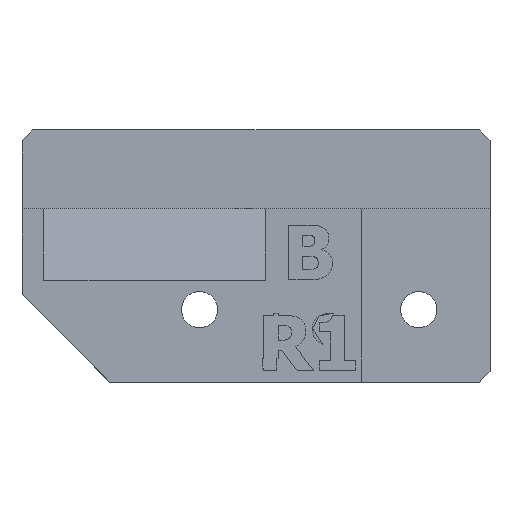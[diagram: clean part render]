
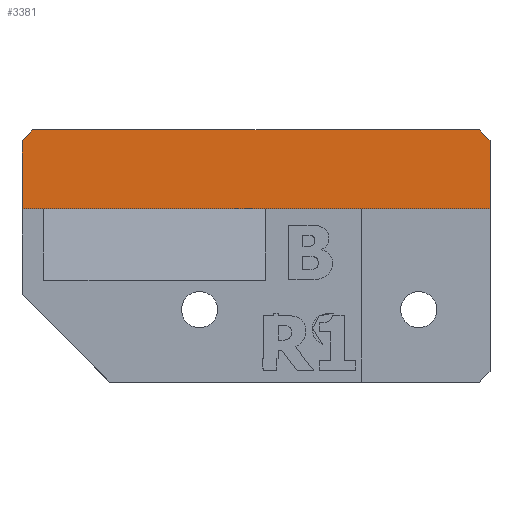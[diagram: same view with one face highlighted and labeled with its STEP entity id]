
A CAD part, top view. The second image highlights one B-rep face of the part: STEP entity #3381.
In plain terms, the highlighted planar face has unit normal (0, 0, 1).
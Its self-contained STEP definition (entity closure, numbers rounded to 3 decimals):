
#177=PLANE('',#3563);
#347=FACE_OUTER_BOUND('',#539,.T.);
#539=EDGE_LOOP('',(#2767,#2768,#2769,#2770,#2771,#2772));
#842=LINE('',#5423,#1222);
#844=LINE('',#5427,#1224);
#845=LINE('',#5429,#1225);
#846=LINE('',#5431,#1226);
#847=LINE('',#5433,#1227);
#848=LINE('',#5434,#1228);
#1222=VECTOR('',#4071,10.);
#1224=VECTOR('',#4075,10.);
#1225=VECTOR('',#4076,10.);
#1226=VECTOR('',#4077,10.);
#1227=VECTOR('',#4078,10.);
#1228=VECTOR('',#4079,10.);
#1619=VERTEX_POINT('',#5420);
#1620=VERTEX_POINT('',#5422);
#1621=VERTEX_POINT('',#5426);
#1622=VERTEX_POINT('',#5428);
#1623=VERTEX_POINT('',#5430);
#1624=VERTEX_POINT('',#5432);
#2029=EDGE_CURVE('',#1620,#1619,#842,.T.);
#2031=EDGE_CURVE('',#1621,#1619,#844,.T.);
#2032=EDGE_CURVE('',#1621,#1622,#845,.T.);
#2033=EDGE_CURVE('',#1623,#1622,#846,.T.);
#2034=EDGE_CURVE('',#1624,#1623,#847,.T.);
#2035=EDGE_CURVE('',#1620,#1624,#848,.T.);
#2767=ORIENTED_EDGE('',*,*,#2029,.T.);
#2768=ORIENTED_EDGE('',*,*,#2031,.F.);
#2769=ORIENTED_EDGE('',*,*,#2032,.T.);
#2770=ORIENTED_EDGE('',*,*,#2033,.F.);
#2771=ORIENTED_EDGE('',*,*,#2034,.F.);
#2772=ORIENTED_EDGE('',*,*,#2035,.F.);
#3381=ADVANCED_FACE('',(#347),#177,.F.);
#3563=AXIS2_PLACEMENT_3D('',#5425,#4073,#4074);
#4071=DIRECTION('',(-0.707,0.707,0.));
#4073=DIRECTION('center_axis',(0.,0.,-1.));
#4074=DIRECTION('ref_axis',(-1.,0.,0.));
#4075=DIRECTION('',(1.,0.,0.));
#4076=DIRECTION('',(-0.707,-0.707,0.));
#4077=DIRECTION('',(0.,1.,0.));
#4078=DIRECTION('',(-1.,0.,0.));
#4079=DIRECTION('',(0.,-1.,0.));
#5420=CARTESIAN_POINT('',(-17.3,9.9,3.));
#5422=CARTESIAN_POINT('',(-16.3,8.9,3.));
#5423=CARTESIAN_POINT('',(-21.425,14.025,3.));
#5425=CARTESIAN_POINT('Origin',(-38.4,6.3,3.));
#5426=CARTESIAN_POINT('',(-58.,9.9,3.));
#5427=CARTESIAN_POINT('',(-17.8,9.9,3.));
#5428=CARTESIAN_POINT('',(-59.,8.9,3.));
#5429=CARTESIAN_POINT('',(-54.25,13.65,3.));
#5430=CARTESIAN_POINT('',(-59.,2.7,3.));
#5431=CARTESIAN_POINT('',(-59.,9.9,3.));
#5432=CARTESIAN_POINT('',(-16.3,2.7,3.));
#5433=CARTESIAN_POINT('',(-59.,2.7,3.));
#5434=CARTESIAN_POINT('',(-16.3,-13.1,3.));
